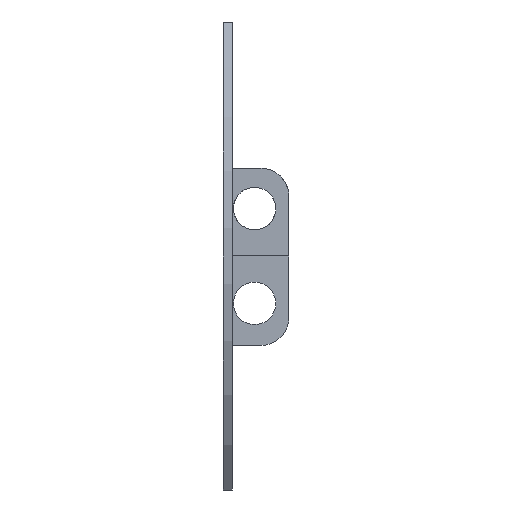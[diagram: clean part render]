
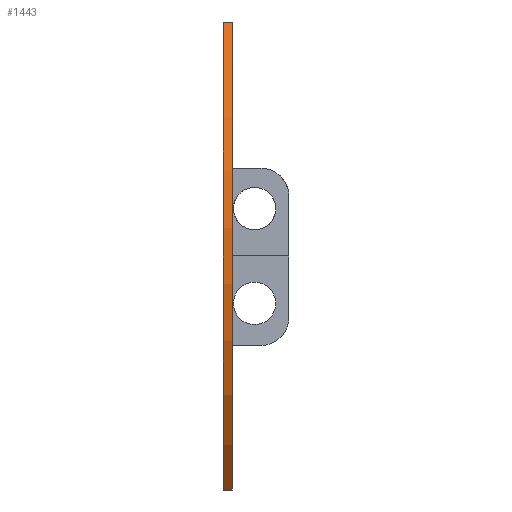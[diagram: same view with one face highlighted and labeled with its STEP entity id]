
A CAD part, left-side view. The second image highlights one B-rep face of the part: STEP entity #1443.
In plain terms, the highlighted cylindrical face has radius 37 mm (diameter 74 mm), a partial arc.
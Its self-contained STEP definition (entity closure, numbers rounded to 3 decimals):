
#3 = DIRECTION ( 'NONE',  ( 0., 0., 1. ) ) ;
#16 = VERTEX_POINT ( 'NONE', #1065 ) ;
#25 = CARTESIAN_POINT ( 'NONE',  ( -27.425, 2., 24.837 ) ) ;
#45 = CARTESIAN_POINT ( 'NONE',  ( -27.425, 0., 24.837 ) ) ;
#72 = CARTESIAN_POINT ( 'NONE',  ( 0., 1., 0. ) ) ;
#128 = VERTEX_POINT ( 'NONE', #1214 ) ;
#250 = VECTOR ( 'NONE', #778, 1000. ) ;
#302 = EDGE_CURVE ( 'NONE', #16, #870, #1729, .T. ) ;
#312 = AXIS2_PLACEMENT_3D ( 'NONE', #72, #368, #331 ) ;
#331 = DIRECTION ( 'NONE',  ( 0., 0., 1. ) ) ;
#368 = DIRECTION ( 'NONE',  ( 0., 1., 0. ) ) ;
#443 = CARTESIAN_POINT ( 'NONE',  ( 0., 0., 0. ) ) ;
#551 = ORIENTED_EDGE ( 'NONE', *, *, #302, .T. ) ;
#574 = DIRECTION ( 'NONE',  ( 0., 1., 0. ) ) ;
#612 = DIRECTION ( 'NONE',  ( 0., -1., 0. ) ) ;
#645 = CIRCLE ( 'NONE', #817, 37. ) ;
#652 = CARTESIAN_POINT ( 'NONE',  ( 0., 2., 0. ) ) ;
#659 = VERTEX_POINT ( 'NONE', #45 ) ;
#774 = FACE_OUTER_BOUND ( 'NONE', #1513, .T. ) ;
#778 = DIRECTION ( 'NONE',  ( 0., -1., 0. ) ) ;
#817 = AXIS2_PLACEMENT_3D ( 'NONE', #443, #574, #3 ) ;
#839 = EDGE_CURVE ( 'NONE', #128, #659, #1046, .T. ) ;
#863 = ORIENTED_EDGE ( 'NONE', *, *, #1121, .T. ) ;
#870 = VERTEX_POINT ( 'NONE', #1768 ) ;
#1046 = LINE ( 'NONE', #25, #1821 ) ;
#1065 = CARTESIAN_POINT ( 'NONE',  ( -27.425, 1., -24.837 ) ) ;
#1121 = EDGE_CURVE ( 'NONE', #870, #659, #645, .T. ) ;
#1181 = DIRECTION ( 'NONE',  ( 0., -1., 0. ) ) ;
#1214 = CARTESIAN_POINT ( 'NONE',  ( -27.425, 1., 24.837 ) ) ;
#1247 = ORIENTED_EDGE ( 'NONE', *, *, #839, .F. ) ;
#1322 = ORIENTED_EDGE ( 'NONE', *, *, #1394, .F. ) ;
#1394 = EDGE_CURVE ( 'NONE', #16, #128, #1761, .T. ) ;
#1443 = ADVANCED_FACE ( 'NONE', ( #774 ), #1632, .T. ) ;
#1470 = CARTESIAN_POINT ( 'NONE',  ( -27.425, 2., -24.837 ) ) ;
#1475 = DIRECTION ( 'NONE',  ( 0., 0., -1. ) ) ;
#1513 = EDGE_LOOP ( 'NONE', ( #1322, #551, #863, #1247 ) ) ;
#1612 = AXIS2_PLACEMENT_3D ( 'NONE', #652, #1181, #1475 ) ;
#1632 = CYLINDRICAL_SURFACE ( 'NONE', #1612, 37. ) ;
#1729 = LINE ( 'NONE', #1470, #250 ) ;
#1761 = CIRCLE ( 'NONE', #312, 37. ) ;
#1768 = CARTESIAN_POINT ( 'NONE',  ( -27.425, 0., -24.837 ) ) ;
#1821 = VECTOR ( 'NONE', #612, 1000. ) ;
